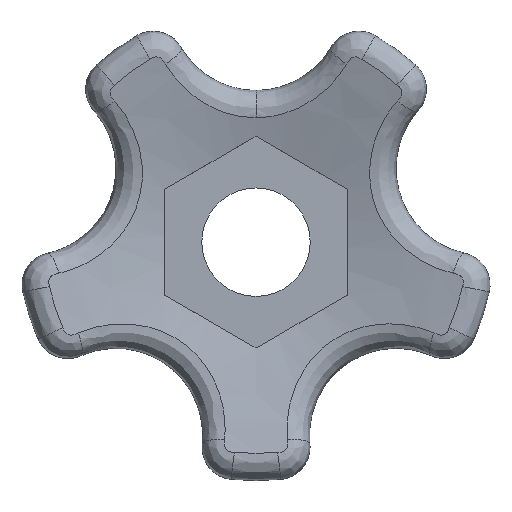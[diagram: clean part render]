
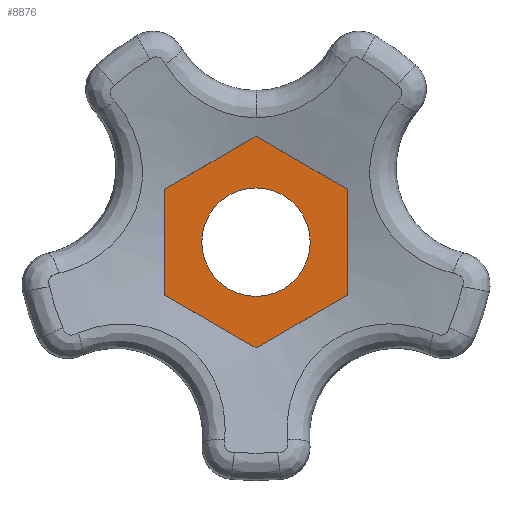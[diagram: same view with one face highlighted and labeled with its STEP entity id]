
A CAD part, front view. The second image highlights one B-rep face of the part: STEP entity #8876.
In plain terms, the highlighted planar face has unit normal (0, -1, 0).
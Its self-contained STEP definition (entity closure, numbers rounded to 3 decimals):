
#5570 = VERTEX_POINT('',#5571);
#5571 = CARTESIAN_POINT('',(5.,-3.,0.));
#5579 = EDGE_CURVE('',#5570,#5570,#5580,.T.);
#5580 = CIRCLE('',#5581,5.);
#5581 = AXIS2_PLACEMENT_3D('',#5582,#5583,#5584);
#5582 = CARTESIAN_POINT('',(0.,-3.,0.));
#5583 = DIRECTION('',(0.,1.,0.));
#5584 = DIRECTION('',(1.,0.,0.));
#8876 = ADVANCED_FACE('',(#8877,#8927),#8930,.F.);
#8877 = FACE_BOUND('',#8878,.F.);
#8878 = EDGE_LOOP('',(#8879,#8889,#8897,#8905,#8913,#8921));
#8879 = ORIENTED_EDGE('',*,*,#8880,.F.);
#8880 = EDGE_CURVE('',#8881,#8883,#8885,.T.);
#8881 = VERTEX_POINT('',#8882);
#8882 = CARTESIAN_POINT('',(0.,-3.,9.757));
#8883 = VERTEX_POINT('',#8884);
#8884 = CARTESIAN_POINT('',(-8.45,-3.,4.879));
#8885 = LINE('',#8886,#8887);
#8886 = CARTESIAN_POINT('',(0.,-3.,9.757));
#8887 = VECTOR('',#8888,1.);
#8888 = DIRECTION('',(-0.866,0.,-0.5));
#8889 = ORIENTED_EDGE('',*,*,#8890,.F.);
#8890 = EDGE_CURVE('',#8891,#8881,#8893,.T.);
#8891 = VERTEX_POINT('',#8892);
#8892 = CARTESIAN_POINT('',(8.45,-3.,4.879));
#8893 = LINE('',#8894,#8895);
#8894 = CARTESIAN_POINT('',(8.45,-3.,4.879));
#8895 = VECTOR('',#8896,1.);
#8896 = DIRECTION('',(-0.866,0.,0.5));
#8897 = ORIENTED_EDGE('',*,*,#8898,.F.);
#8898 = EDGE_CURVE('',#8899,#8891,#8901,.T.);
#8899 = VERTEX_POINT('',#8900);
#8900 = CARTESIAN_POINT('',(8.45,-3.,-4.879));
#8901 = LINE('',#8902,#8903);
#8902 = CARTESIAN_POINT('',(8.45,-3.,-4.879));
#8903 = VECTOR('',#8904,1.);
#8904 = DIRECTION('',(0.,0.,1.));
#8905 = ORIENTED_EDGE('',*,*,#8906,.F.);
#8906 = EDGE_CURVE('',#8907,#8899,#8909,.T.);
#8907 = VERTEX_POINT('',#8908);
#8908 = CARTESIAN_POINT('',(0.,-3.,-9.757));
#8909 = LINE('',#8910,#8911);
#8910 = CARTESIAN_POINT('',(0.,-3.,-9.757));
#8911 = VECTOR('',#8912,1.);
#8912 = DIRECTION('',(0.866,0.,0.5));
#8913 = ORIENTED_EDGE('',*,*,#8914,.F.);
#8914 = EDGE_CURVE('',#8915,#8907,#8917,.T.);
#8915 = VERTEX_POINT('',#8916);
#8916 = CARTESIAN_POINT('',(-8.45,-3.,-4.879));
#8917 = LINE('',#8918,#8919);
#8918 = CARTESIAN_POINT('',(-8.45,-3.,-4.879));
#8919 = VECTOR('',#8920,1.);
#8920 = DIRECTION('',(0.866,0.,-0.5));
#8921 = ORIENTED_EDGE('',*,*,#8922,.F.);
#8922 = EDGE_CURVE('',#8883,#8915,#8923,.T.);
#8923 = LINE('',#8924,#8925);
#8924 = CARTESIAN_POINT('',(-8.45,-3.,4.879));
#8925 = VECTOR('',#8926,1.);
#8926 = DIRECTION('',(0.,0.,-1.));
#8927 = FACE_BOUND('',#8928,.F.);
#8928 = EDGE_LOOP('',(#8929));
#8929 = ORIENTED_EDGE('',*,*,#5579,.F.);
#8930 = PLANE('',#8931);
#8931 = AXIS2_PLACEMENT_3D('',#8932,#8933,#8934);
#8932 = CARTESIAN_POINT('',(0.,-3.,0.));
#8933 = DIRECTION('',(0.,1.,0.));
#8934 = DIRECTION('',(0.,0.,1.));
